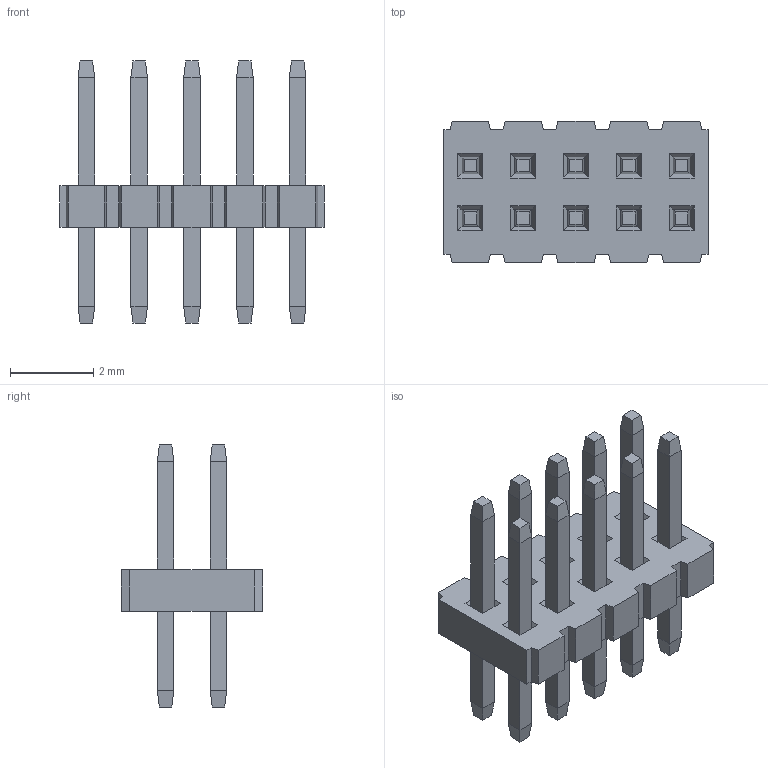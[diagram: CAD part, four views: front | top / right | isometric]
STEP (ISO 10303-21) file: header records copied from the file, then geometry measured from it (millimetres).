
FILE_DESCRIPTION(('FreeCAD Model'),'2;1');
FILE_NAME( 'CONN127P-02X05.step', '2016-10-01T14:24:34',('Author'),(''), 'Open CASCADE STEP processor 6.8','FreeCAD','Unknown');
FILE_SCHEMA(('AUTOMOTIVE_DESIGN_CC2 { 1 2 10303 214 -1 1 5 4 }'));
Length unit declared in the file: millimetre
Products named in the file (2): ASSEMBLY; CONN127P-02X05
Assembly tree (1 placements, depth 2):
  ASSEMBLY
    CONN127P-02X05
Bounding box: 6.35 x 3.4 x 6.3 mm (x, y, z)
Volume: 28.9 mm3; surface area: 151.2 mm2
Topology: 1 solids, 1 shells, 266 faces, 612 edges, 368 vertices
Faces by surface type: plane 266
Entity records: 17045 total; most frequent: CARTESIAN_POINT 2472, DIRECTION 2372, LINE 1836, VECTOR 1836, ORIENTED_EDGE 1224, PCURVE 1224, DEFINITIONAL_REPRESENTATION 1224, EDGE_CURVE 612
